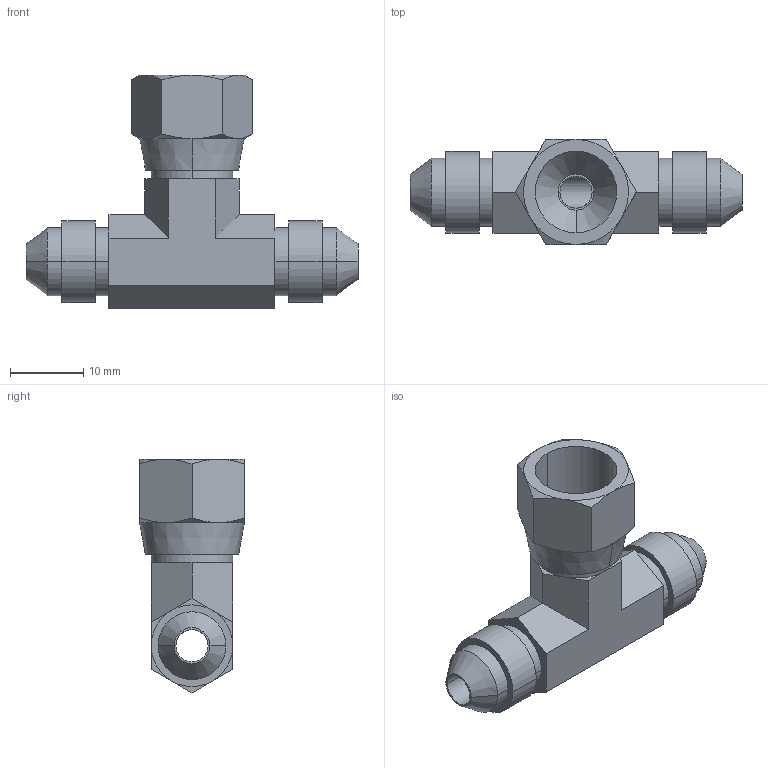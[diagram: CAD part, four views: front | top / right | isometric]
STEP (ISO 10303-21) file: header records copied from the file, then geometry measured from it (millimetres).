
FILE_DESCRIPTION((''),'2;1');
FILE_NAME('4_S6X-S_PRT','2002-10-15T',('ta29392'),(''),'PRO/ENGINEER BY PARAMETRIC TECHNOLOGY CORPORATION, 2002220','PRO/ENGINEER BY PARAMETRIC TECHNOLOGY CORPORATION, 2002220','');
FILE_SCHEMA(('CONFIG_CONTROL_DESIGN'));
Length unit declared in the file: inch
Products named in the file (1): 4_S6X-S_PRT
Bounding box: 45.21 x 14.29 x 31.82 mm (x, y, z)
Volume: 5079.9 mm3; surface area: 3890.1 mm2
Topology: 1 solids, 1 shells, 76 faces, 169 edges, 102 vertices
Faces by surface type: plane 35, cylinder 21, cone 20
Entity records: 2251 total; most frequent: CARTESIAN_POINT 527, DIRECTION 355, ORIENTED_EDGE 338, EDGE_CURVE 169, AXIS2_PLACEMENT_3D 138, VERTEX_POINT 102, EDGE_LOOP 87, VECTOR 79
